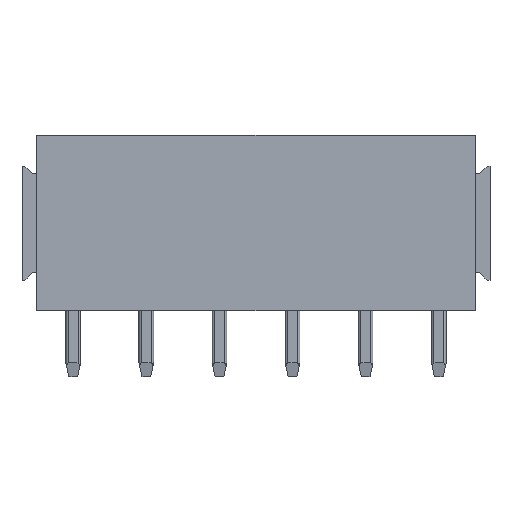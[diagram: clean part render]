
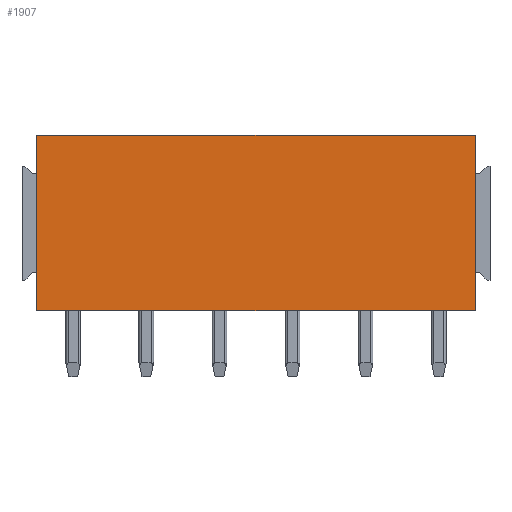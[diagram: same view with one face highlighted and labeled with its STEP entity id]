
A CAD part, front view. The second image highlights one B-rep face of the part: STEP entity #1907.
In plain terms, the highlighted planar face has unit normal (0, -1, 0).
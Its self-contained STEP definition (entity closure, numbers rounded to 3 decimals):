
#1887=AXIS2_PLACEMENT_3D('Plane Axis2P3D',#1884,#1885,#1886) ;
#563=CARTESIAN_POINT('Vertex',(31.,0.,4.5)) ;
#566=CARTESIAN_POINT('Line Origine',(16.,0.,4.5)) ;
#570=CARTESIAN_POINT('Vertex',(1.,0.,4.5)) ;
#1859=CARTESIAN_POINT('Vertex',(31.,0.,16.5)) ;
#1862=CARTESIAN_POINT('Line Origine',(31.,0.,10.5)) ;
#1884=CARTESIAN_POINT('Axis2P3D Location',(1.,0.,4.5)) ;
#1889=CARTESIAN_POINT('Line Origine',(16.,0.,16.5)) ;
#1893=CARTESIAN_POINT('Vertex',(1.,0.,16.5)) ;
#1896=CARTESIAN_POINT('Line Origine',(1.,0.,10.5)) ;
#567=DIRECTION('Vector Direction',(1.,0.,0.)) ;
#1863=DIRECTION('Vector Direction',(0.,0.,1.)) ;
#1885=DIRECTION('Axis2P3D Direction',(0.,1.,0.)) ;
#1886=DIRECTION('Axis2P3D XDirection',(0.,0.,1.)) ;
#1890=DIRECTION('Vector Direction',(1.,0.,0.)) ;
#1897=DIRECTION('Vector Direction',(0.,0.,1.)) ;
#568=VECTOR('Line Direction',#567,1.) ;
#1864=VECTOR('Line Direction',#1863,1.) ;
#1891=VECTOR('Line Direction',#1890,1.) ;
#1898=VECTOR('Line Direction',#1897,1.) ;
#1902=ORIENTED_EDGE('',*,*,#1866,.T.) ;
#1903=ORIENTED_EDGE('',*,*,#1895,.F.) ;
#1904=ORIENTED_EDGE('',*,*,#1900,.F.) ;
#1905=ORIENTED_EDGE('',*,*,#572,.T.) ;
#1907=ADVANCED_FACE('Housing',(#1906),#1888,.F.) ;
#572=EDGE_CURVE('',#571,#564,#569,.T.) ;
#1866=EDGE_CURVE('',#564,#1860,#1865,.T.) ;
#1895=EDGE_CURVE('',#1894,#1860,#1892,.T.) ;
#1900=EDGE_CURVE('',#571,#1894,#1899,.T.) ;
#1901=EDGE_LOOP('',(#1902,#1903,#1904,#1905)) ;
#1906=FACE_OUTER_BOUND('',#1901,.T.) ;
#569=LINE('Line',#566,#568) ;
#1865=LINE('Line',#1862,#1864) ;
#1892=LINE('Line',#1889,#1891) ;
#1899=LINE('Line',#1896,#1898) ;
#1888=PLANE('',#1887) ;
#564=VERTEX_POINT('',#563) ;
#571=VERTEX_POINT('',#570) ;
#1860=VERTEX_POINT('',#1859) ;
#1894=VERTEX_POINT('',#1893) ;
